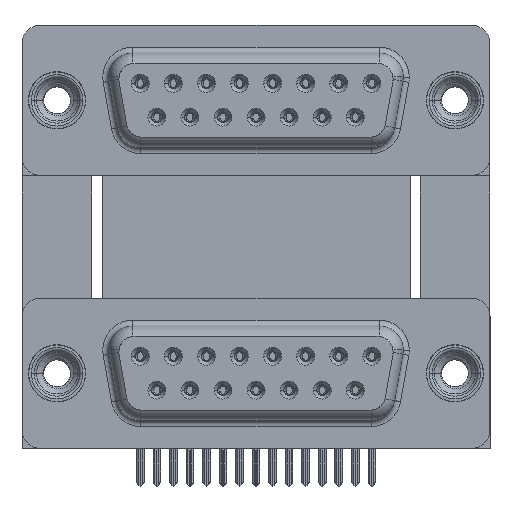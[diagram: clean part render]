
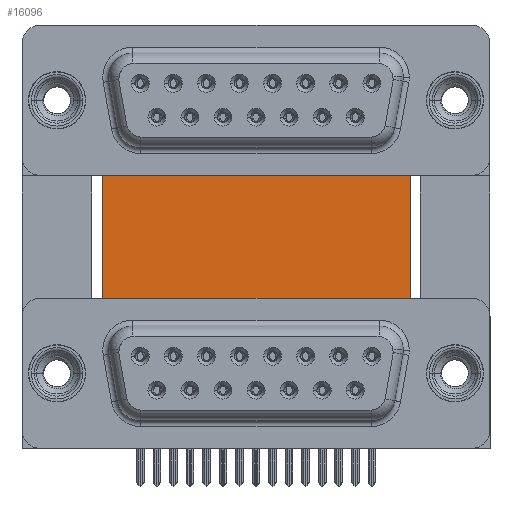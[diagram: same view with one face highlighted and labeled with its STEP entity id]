
A CAD part, top view. The second image highlights one B-rep face of the part: STEP entity #16096.
In plain terms, the highlighted planar face has unit normal (0, 0, 1).
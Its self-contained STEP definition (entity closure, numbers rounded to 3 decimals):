
#185 = CARTESIAN_POINT ( 'NONE',  ( 3.79, -3.735, -12. ) ) ;
#1416 = LINE ( 'NONE', #31770, #4984 ) ;
#2109 = CARTESIAN_POINT ( 'NONE',  ( 3.79, 16.585, -12. ) ) ;
#4288 = PLANE ( 'NONE',  #4358 ) ;
#4358 = AXIS2_PLACEMENT_3D ( 'NONE', #30682, #41832, #48725 ) ;
#4984 = VECTOR ( 'NONE', #12993, 1000. ) ;
#5713 = EDGE_CURVE ( 'NONE', #15661, #15869, #38807, .T. ) ;
#6604 = CARTESIAN_POINT ( 'NONE',  ( 3.79, -3.735, -12. ) ) ;
#10624 = VERTEX_POINT ( 'NONE', #12085 ) ;
#11344 = VERTEX_POINT ( 'NONE', #23994 ) ;
#12085 = CARTESIAN_POINT ( 'NONE',  ( 29.58, 16.585, -12. ) ) ;
#12993 = DIRECTION ( 'NONE',  ( 0., -1., 0. ) ) ;
#13891 = EDGE_CURVE ( 'NONE', #15661, #10624, #31735, .T. ) ;
#13931 = ORIENTED_EDGE ( 'NONE', *, *, #25070, .F. ) ;
#15661 = VERTEX_POINT ( 'NONE', #31566 ) ;
#15869 = VERTEX_POINT ( 'NONE', #185 ) ;
#16096 = ADVANCED_FACE ( 'NONE', ( #18609 ), #4288, .F. ) ;
#17309 = ORIENTED_EDGE ( 'NONE', *, *, #35770, .T. ) ;
#18609 = FACE_OUTER_BOUND ( 'NONE', #48202, .T. ) ;
#22781 = VECTOR ( 'NONE', #46178, 1000. ) ;
#23994 = CARTESIAN_POINT ( 'NONE',  ( 29.58, -3.735, -12. ) ) ;
#25070 = EDGE_CURVE ( 'NONE', #10624, #11344, #1416, .T. ) ;
#25196 = ORIENTED_EDGE ( 'NONE', *, *, #13891, .F. ) ;
#25310 = VECTOR ( 'NONE', #46785, 1000. ) ;
#29039 = LINE ( 'NONE', #6604, #38612 ) ;
#30682 = CARTESIAN_POINT ( 'NONE',  ( 3.79, 16.585, -12. ) ) ;
#31566 = CARTESIAN_POINT ( 'NONE',  ( 3.79, 16.585, -12. ) ) ;
#31735 = LINE ( 'NONE', #2109, #25310 ) ;
#31770 = CARTESIAN_POINT ( 'NONE',  ( 29.58, 16.585, -12. ) ) ;
#32178 = ORIENTED_EDGE ( 'NONE', *, *, #5713, .T. ) ;
#34100 = CARTESIAN_POINT ( 'NONE',  ( 3.79, 16.585, -12. ) ) ;
#35770 = EDGE_CURVE ( 'NONE', #15869, #11344, #29039, .T. ) ;
#38612 = VECTOR ( 'NONE', #47584, 1000. ) ;
#38807 = LINE ( 'NONE', #34100, #22781 ) ;
#41832 = DIRECTION ( 'NONE',  ( 0., 0., -1. ) ) ;
#46178 = DIRECTION ( 'NONE',  ( 0., -1., 0. ) ) ;
#46785 = DIRECTION ( 'NONE',  ( 1., 0., 0. ) ) ;
#47584 = DIRECTION ( 'NONE',  ( 1., 0., 0. ) ) ;
#48202 = EDGE_LOOP ( 'NONE', ( #17309, #13931, #25196, #32178 ) ) ;
#48725 = DIRECTION ( 'NONE',  ( -1., 0., 0. ) ) ;
